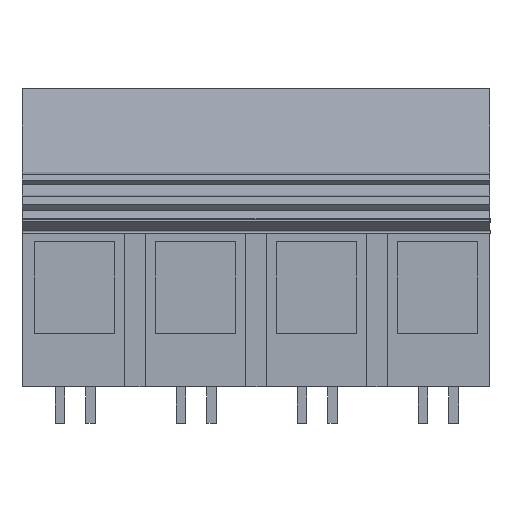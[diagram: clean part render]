
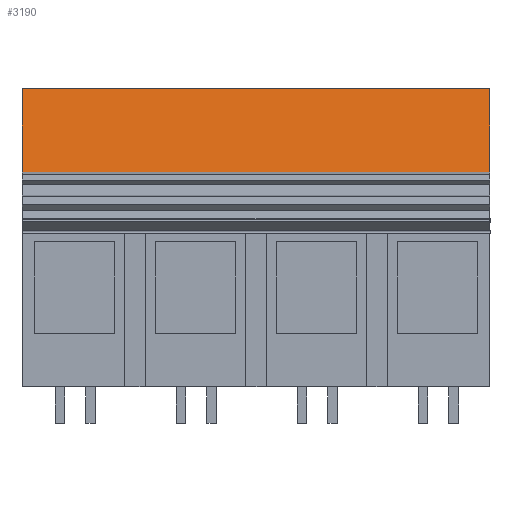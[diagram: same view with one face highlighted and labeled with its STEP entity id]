
A CAD part, front view. The second image highlights one B-rep face of the part: STEP entity #3190.
In plain terms, the highlighted planar face has unit normal (0, -0.985, 0.174).
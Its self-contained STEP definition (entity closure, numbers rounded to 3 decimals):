
#3170=AXIS2_PLACEMENT_3D('Plane Axis2P3D',#3167,#3168,#3169) ;
#2268=CARTESIAN_POINT('Vertex',(0.,8.164,31.099)) ;
#2271=CARTESIAN_POINT('Line Origine',(0.,9.076,36.275)) ;
#2275=CARTESIAN_POINT('Vertex',(0.,9.989,41.45)) ;
#3152=CARTESIAN_POINT('Vertex',(58.,8.164,31.099)) ;
#3155=CARTESIAN_POINT('Line Origine',(29.,8.164,31.099)) ;
#3167=CARTESIAN_POINT('Axis2P3D Location',(0.,8.164,31.099)) ;
#3172=CARTESIAN_POINT('Line Origine',(58.,9.076,36.275)) ;
#3176=CARTESIAN_POINT('Vertex',(58.,9.989,41.45)) ;
#3179=CARTESIAN_POINT('Line Origine',(29.,9.989,41.45)) ;
#2272=DIRECTION('Vector Direction',(0.,0.174,0.985)) ;
#3156=DIRECTION('Vector Direction',(1.,0.,0.)) ;
#3168=DIRECTION('Axis2P3D Direction',(0.,0.985,-0.174)) ;
#3169=DIRECTION('Axis2P3D XDirection',(0.,0.174,0.985)) ;
#3173=DIRECTION('Vector Direction',(0.,0.174,0.985)) ;
#3180=DIRECTION('Vector Direction',(1.,0.,0.)) ;
#2273=VECTOR('Line Direction',#2272,1.) ;
#3157=VECTOR('Line Direction',#3156,1.) ;
#3174=VECTOR('Line Direction',#3173,1.) ;
#3181=VECTOR('Line Direction',#3180,1.) ;
#3185=ORIENTED_EDGE('',*,*,#3159,.T.) ;
#3186=ORIENTED_EDGE('',*,*,#3178,.T.) ;
#3187=ORIENTED_EDGE('',*,*,#3183,.F.) ;
#3188=ORIENTED_EDGE('',*,*,#2277,.F.) ;
#3190=ADVANCED_FACE('HOUSING',(#3189),#3171,.F.) ;
#2277=EDGE_CURVE('',#2269,#2276,#2274,.T.) ;
#3159=EDGE_CURVE('',#2269,#3153,#3158,.T.) ;
#3178=EDGE_CURVE('',#3153,#3177,#3175,.T.) ;
#3183=EDGE_CURVE('',#2276,#3177,#3182,.T.) ;
#3184=EDGE_LOOP('',(#3185,#3186,#3187,#3188)) ;
#3189=FACE_OUTER_BOUND('',#3184,.T.) ;
#2274=LINE('Line',#2271,#2273) ;
#3158=LINE('Line',#3155,#3157) ;
#3175=LINE('Line',#3172,#3174) ;
#3182=LINE('Line',#3179,#3181) ;
#3171=PLANE('',#3170) ;
#2269=VERTEX_POINT('',#2268) ;
#2276=VERTEX_POINT('',#2275) ;
#3153=VERTEX_POINT('',#3152) ;
#3177=VERTEX_POINT('',#3176) ;
